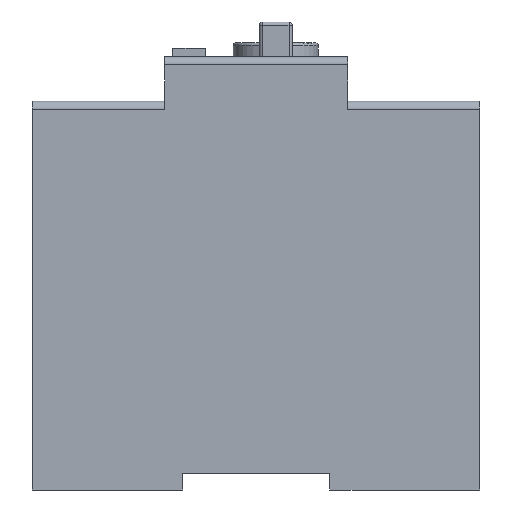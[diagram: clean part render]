
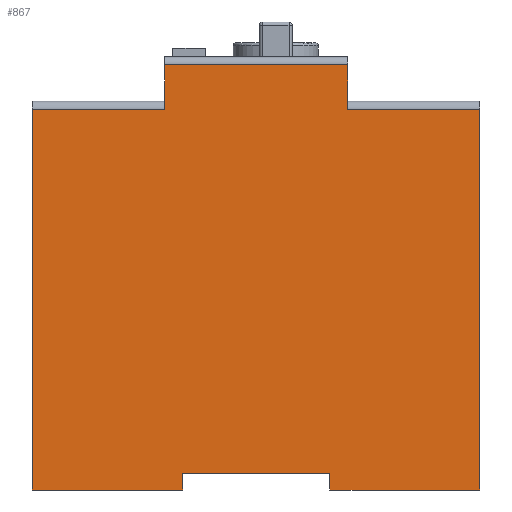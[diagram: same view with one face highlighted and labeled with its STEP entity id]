
A CAD part, left-side view. The second image highlights one B-rep face of the part: STEP entity #867.
In plain terms, the highlighted planar face has unit normal (-1, 0, 0).
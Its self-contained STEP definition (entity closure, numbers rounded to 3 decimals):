
#55=DIRECTION('',(0.,0.,-1.));
#56=VECTOR('',#55,11.);
#57=CARTESIAN_POINT('',(-27.,22.5,104.5));
#58=LINE('',#57,#56);
#77=DIRECTION('',(0.,1.,0.));
#78=VECTOR('',#77,32.55);
#79=CARTESIAN_POINT('',(-27.,22.5,93.5));
#80=LINE('',#79,#78);
#81=DIRECTION('',(0.,1.,0.));
#82=VECTOR('',#81,45.);
#83=CARTESIAN_POINT('',(-27.,-22.5,104.5));
#84=LINE('',#83,#82);
#85=DIRECTION('',(0.,1.,0.));
#86=VECTOR('',#85,32.45);
#87=CARTESIAN_POINT('',(-27.,-54.95,93.5));
#88=LINE('',#87,#86);
#89=DIRECTION('',(0.,0.,1.));
#90=VECTOR('',#89,93.5);
#91=CARTESIAN_POINT('',(-27.,-54.95,0.));
#92=LINE('',#91,#90);
#93=DIRECTION('',(0.,-1.,0.));
#94=VECTOR('',#93,36.85);
#95=CARTESIAN_POINT('',(-27.,-18.1,0.));
#96=LINE('',#95,#94);
#97=DIRECTION('',(0.,0.,1.));
#98=VECTOR('',#97,3.97);
#99=CARTESIAN_POINT('',(-27.,-18.1,0.));
#100=LINE('',#99,#98);
#101=DIRECTION('',(0.,1.,0.));
#102=VECTOR('',#101,36.2);
#103=CARTESIAN_POINT('',(-27.,-18.1,3.97));
#104=LINE('',#103,#102);
#105=DIRECTION('',(0.,0.,1.));
#106=VECTOR('',#105,3.97);
#107=CARTESIAN_POINT('',(-27.,18.1,0.));
#108=LINE('',#107,#106);
#109=DIRECTION('',(0.,-1.,0.));
#110=VECTOR('',#109,36.95);
#111=CARTESIAN_POINT('',(-27.,55.05,0.));
#112=LINE('',#111,#110);
#113=DIRECTION('',(0.,0.,-1.));
#114=VECTOR('',#113,93.5);
#115=CARTESIAN_POINT('',(-27.,55.05,93.5));
#116=LINE('',#115,#114);
#196=DIRECTION('',(0.,0.,1.));
#197=VECTOR('',#196,11.);
#198=CARTESIAN_POINT('',(-27.,-22.5,93.5));
#199=LINE('',#198,#197);
#589=CARTESIAN_POINT('',(-27.,55.05,0.));
#591=VERTEX_POINT('',#589);
#593=CARTESIAN_POINT('',(-27.,-54.95,0.));
#595=VERTEX_POINT('',#593);
#604=CARTESIAN_POINT('',(-27.,-18.1,0.));
#605=CARTESIAN_POINT('',(-27.,-18.1,3.97));
#606=VERTEX_POINT('',#604);
#607=VERTEX_POINT('',#605);
#608=CARTESIAN_POINT('',(-27.,18.1,3.97));
#609=VERTEX_POINT('',#608);
#610=CARTESIAN_POINT('',(-27.,18.1,0.));
#611=VERTEX_POINT('',#610);
#660=CARTESIAN_POINT('',(-27.,55.05,93.5));
#662=VERTEX_POINT('',#660);
#666=CARTESIAN_POINT('',(-27.,22.5,93.5));
#667=VERTEX_POINT('',#666);
#668=CARTESIAN_POINT('',(-27.,22.5,104.5));
#670=VERTEX_POINT('',#668);
#674=CARTESIAN_POINT('',(-27.,-22.5,104.5));
#675=VERTEX_POINT('',#674);
#696=CARTESIAN_POINT('',(-27.,-54.95,93.5));
#697=VERTEX_POINT('',#696);
#698=CARTESIAN_POINT('',(-27.,-22.5,93.5));
#699=VERTEX_POINT('',#698);
#837=CARTESIAN_POINT('',(-27.,0.,0.));
#838=DIRECTION('',(-1.,0.,0.));
#839=DIRECTION('',(0.,-1.,0.));
#840=AXIS2_PLACEMENT_3D('',#837,#838,#839);
#841=PLANE('',#840);
#843=ORIENTED_EDGE('',*,*,#842,.F.);
#844=ORIENTED_EDGE('',*,*,#821,.F.);
#846=ORIENTED_EDGE('',*,*,#845,.F.);
#848=ORIENTED_EDGE('',*,*,#847,.F.);
#850=ORIENTED_EDGE('',*,*,#849,.F.);
#852=ORIENTED_EDGE('',*,*,#851,.F.);
#854=ORIENTED_EDGE('',*,*,#853,.F.);
#856=ORIENTED_EDGE('',*,*,#855,.T.);
#858=ORIENTED_EDGE('',*,*,#857,.T.);
#860=ORIENTED_EDGE('',*,*,#859,.F.);
#862=ORIENTED_EDGE('',*,*,#861,.F.);
#864=ORIENTED_EDGE('',*,*,#863,.F.);
#865=EDGE_LOOP('',(#843,#844,#846,#848,#850,#852,#854,#856,#858,#860,#862,
#864));
#866=FACE_OUTER_BOUND('',#865,.F.);
#867=ADVANCED_FACE('',(#866),#841,.T.);
#821=EDGE_CURVE('',#670,#667,#58,.T.);
#842=EDGE_CURVE('',#667,#662,#80,.T.);
#845=EDGE_CURVE('',#675,#670,#84,.T.);
#847=EDGE_CURVE('',#699,#675,#199,.T.);
#849=EDGE_CURVE('',#697,#699,#88,.T.);
#851=EDGE_CURVE('',#595,#697,#92,.T.);
#853=EDGE_CURVE('',#606,#595,#96,.T.);
#855=EDGE_CURVE('',#606,#607,#100,.T.);
#857=EDGE_CURVE('',#607,#609,#104,.T.);
#859=EDGE_CURVE('',#611,#609,#108,.T.);
#861=EDGE_CURVE('',#591,#611,#112,.T.);
#863=EDGE_CURVE('',#662,#591,#116,.T.);
